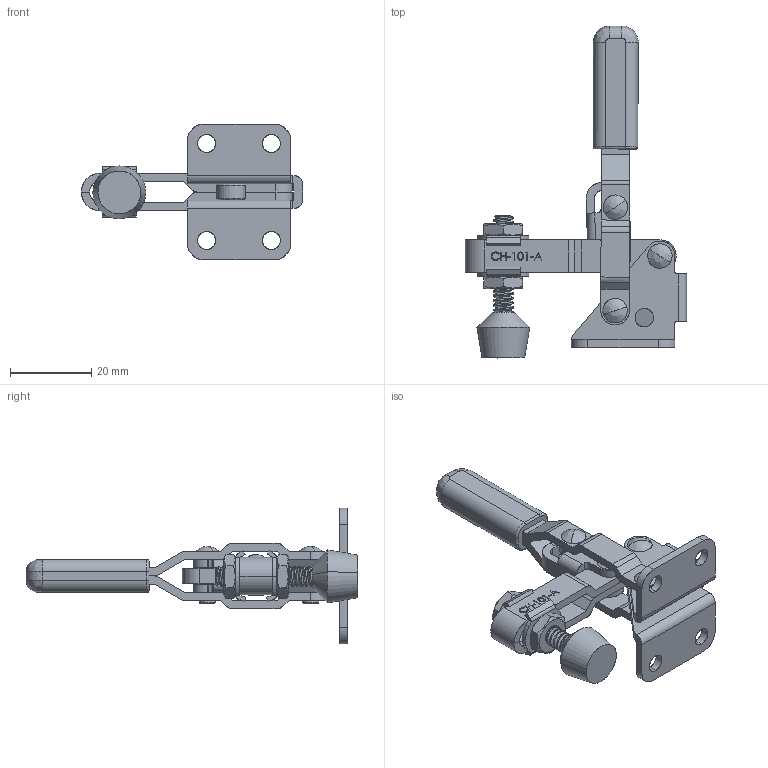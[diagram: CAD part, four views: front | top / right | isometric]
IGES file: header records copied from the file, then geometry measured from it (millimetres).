
Start section: SolidWorks IGES file using analytic representation for surfaces
Global section: file name: GP-1201-U.IGS; native system: SolidWorks 2019; preprocessor: SolidWorks 2019; author: Engenharia; date: 210204.144341; units: millimetre
Bounding box: 54.3 x 81.52 x 33.3 mm (x, y, z)
Surface area: 14254 mm2 (no closed solid volume)
Topology: 0 solids, 0 shells, 744 faces, 10659 edges, 10643 vertices
Faces by surface type: bspline 503, revolution 241
